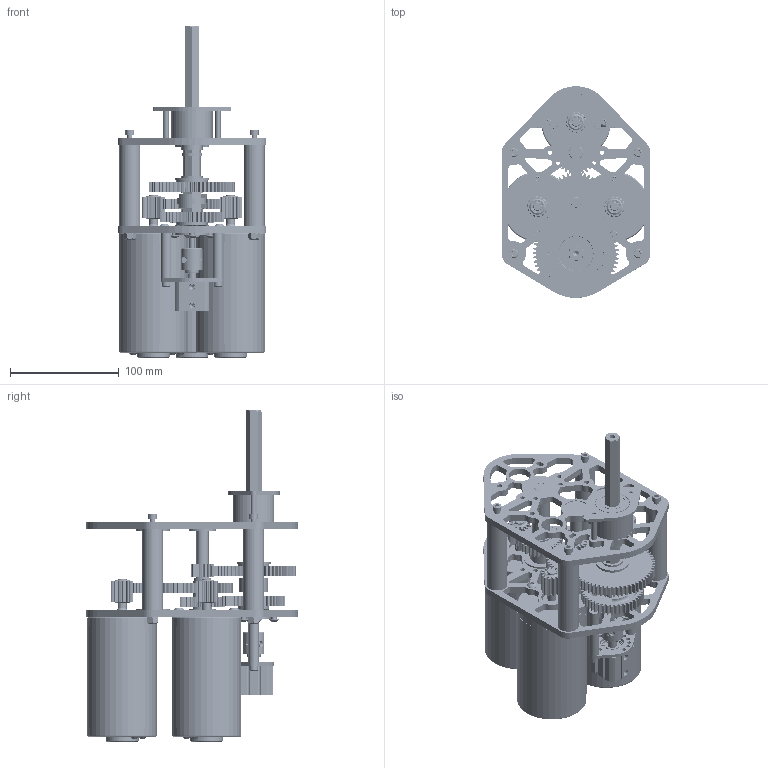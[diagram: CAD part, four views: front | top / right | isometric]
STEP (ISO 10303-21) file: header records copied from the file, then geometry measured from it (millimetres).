
FILE_DESCRIPTION (( 'STEP AP214' ), '1' );
FILE_NAME ('217-3433-STEP.STEP', '2013-12-10T19:25:53', ( '' ), ( '' ), 'SwSTEP 2.0', 'SolidWorks 2013', '' );
FILE_SCHEMA (( 'AUTOMOTIVE_DESIGN' ));
Length unit declared in the file: inch
Products named in the file (50): 217-2743; 217-3433-001 Rev1_Default<As Machined>; 217-3433-STEP; 217-2734; 217-2000; 217-2733; 217-2705-001_30t; 217-2731; 217-3100-001_14t; 217-2778-001 Rev2_NCQ8A075-050M; 217-3420-001 Rev2_60t; 217-2778-NCQ8A075-050M_Snap Ring_075; 217-3418-001 Rev2_44t; 217-2778-NCQ8A075-050M_NCQ8 Rod_075M; 217-3414-001 Rev1_14t Steel Pinion; 217-2778-NCQ8A075-050M_NCQ8 Tube_075A; 217-3215-001 Rev1_42t; 217-2758-001 Rev1; 217-3423-009 Rev1; 217-3210-001 Rev1_30t; 217-3259-001 Rev1; 217-3423-008 Rev1; 217-2761-001 rev1; 217-3263-001 Rev1; 217-3423-006 Rev1; 217-3424-003 Rev1; 217-3257-001 Rev1; 217-3489; 217-3423-016 Rev1; 217-3422-004 Rev2; 217-3195-200 Rev1; 217-3423-014 Rev1; 217-3424-002 Rev1; 91251A107_91251A107; 217-3422-007 Rev1; 217-3423-004 Rev1; 217-2778-NCQ8A075-050M_1032_Nut_90545A111; 217-3421-011 Rev2_97633A200; 217-3261-001 Rev1; 217-3421-010 Rev1 ...
Assembly tree (86 placements, depth 3):
  217-3433-STEP
    217-2428-027 Rev1_97414A630
    217-3423-005 Rev1
    217-3195-200 Rev1
      217-3195-010 Rev1  x2
      217-2778-NCQ8A075-050M_1032_Nut_90545A111
      91251A107_91251A107  x2
    217-3489
    217-3423-006 Rev1  x2
    217-3423-008 Rev1
    217-3423-009 Rev1
    217-2778-001 Rev2_NCQ8A075-050M
      217-2778-NCQ8A075-050M_NCQ8 Tube_075A
      217-2778-NCQ8A075-050M_NCQ8 Rod_075M
      217-2778-NCQ8A075-050M_Snap Ring_075
    217-2731  x3
    217-2733  x2
    217-2734  x2
    217-2743
    217-2614-002_98430A132  x6
    217-3421-007 Rev1  x2
    217-3421-009 Rev1  x6
    217-3421-010 Rev1  x4
    217-3421-011 Rev2_97633A200
    217-3422-007 Rev1  x2
    217-3423-014 Rev1
    217-3423-016 Rev1  x3
    217-3424-003 Rev1  x4
    217-2761-001 rev1  x3
    217-3210-001 Rev1_30t
    217-3215-001 Rev1_42t
    217-3414-001 Rev1_14t Steel Pinion  x3
    217-3418-001 Rev2_44t
    217-3420-001 Rev2_60t
    217-3100-001_14t
    217-2705-001_30t
    217-2000  x3
    217-3433-001 Rev1_Default<As Machined>  x2
    217-3423-003 Rev1
    217-3424-005 Rev1
    217-3433-003 Rev1
    217-3256-001 Rev1
    217-3261-001 Rev1
    217-3423-004 Rev1
    217-3424-002 Rev1  x4
    217-3422-004 Rev2
    217-3257-001 Rev1
    217-3263-001 Rev1
    217-3259-001 Rev1
    217-2758-001 Rev1
Bounding box: 136.86 x 194.34 x 305.07 mm (x, y, z)
Volume: 1474877.4 mm3; surface area: 355742.1 mm2
Topology: 90 solids, 90 shells, 3985 faces, 10214 edges, 6527 vertices
Faces by surface type: cylinder 2026, plane 1008, cone 537, bspline 330, torus 66, sphere 18
Entity records: 156552 total; most frequent: CARTESIAN_POINT 99324, ORIENTED_EDGE 11564, DIRECTION 11029, EDGE_CURVE 5782, AXIS2_PLACEMENT_3D 4288, VERTEX_POINT 3763, EDGE_LOOP 2559, VECTOR 2453
